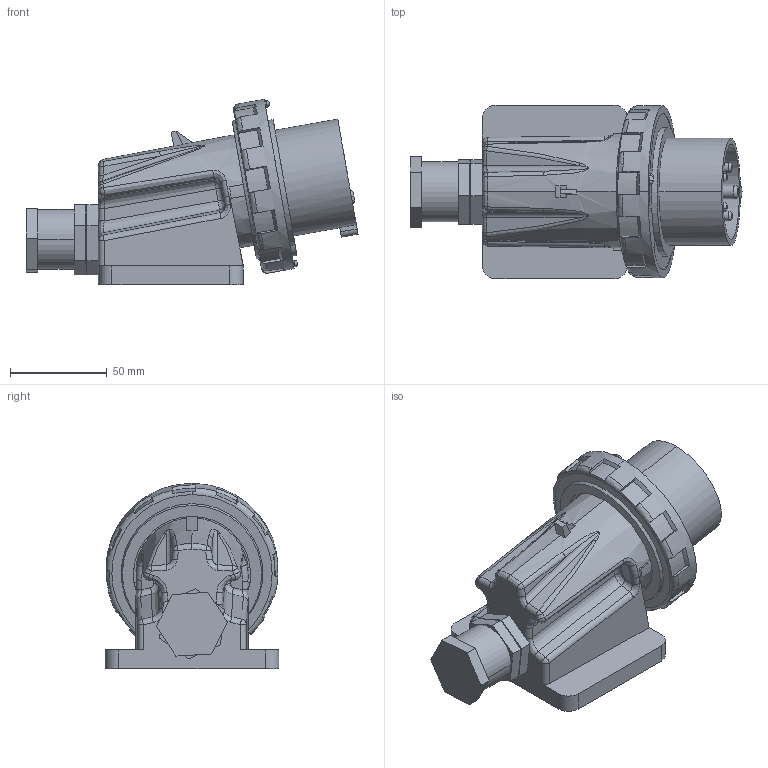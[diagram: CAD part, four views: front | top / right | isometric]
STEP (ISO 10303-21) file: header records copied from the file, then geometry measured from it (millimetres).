
FILE_DESCRIPTION((''),'2;1');
FILE_NAME('GW60431_ASM','2021-09-29T13:28:10',('User'),('Axiro Italia'),'CREO PARAMETRIC BY PTC INC, 2020354','CREO PARAMETRIC BY PTC INC, 2020354','');
FILE_SCHEMA(('CONFIG_CONTROL_DESIGN'));
Length unit declared in the file: millimetre
Products named in the file (4): GW60431_COMPONENTE_A_OR; GW60431_COMPONENTE_B_OR; GW60431_COMPONENTE_C_OR; GW60431_ASM
Assembly tree (3 placements, depth 2):
  GW60431_ASM
    GW60431_COMPONENTE_A_OR
    GW60431_COMPONENTE_B_OR
    GW60431_COMPONENTE_C_OR
Bounding box: 171.88 x 90.03 x 95.95 mm (x, y, z)
Volume: 199474.4 mm3; surface area: 113829.4 mm2
Topology: 3 solids, 3 shells, 454 faces, 1136 edges, 724 vertices
Faces by surface type: plane 208, cylinder 151, bspline 40, cone 35, sphere 14, torus 6
Entity records: 16451 total; most frequent: CARTESIAN_POINT 5645, ORIENTED_EDGE 2260, DIRECTION 2214, EDGE_CURVE 1130, AXIS2_PLACEMENT_3D 852, VERTEX_POINT 724, VECTOR 510, LINE 510
